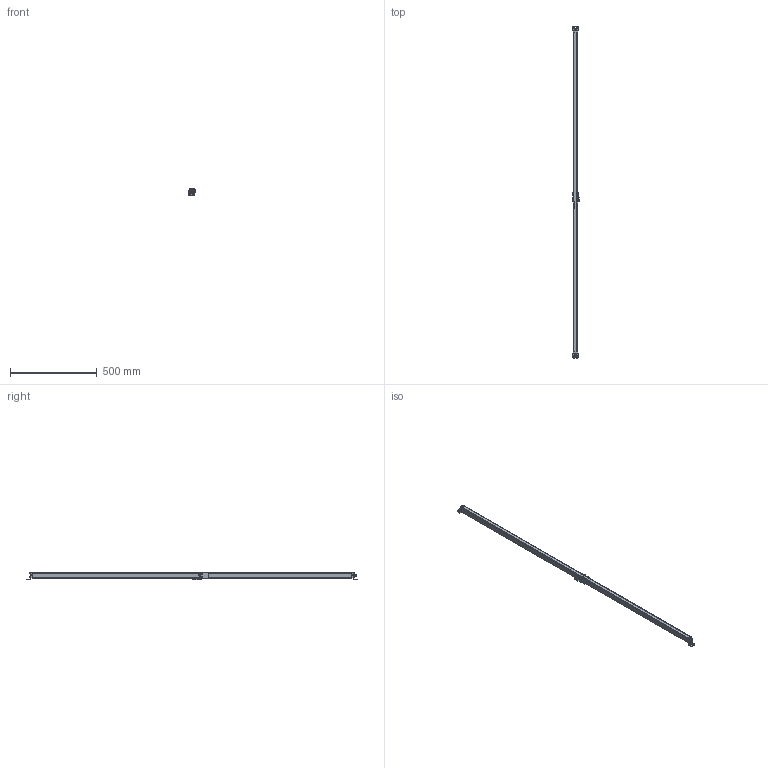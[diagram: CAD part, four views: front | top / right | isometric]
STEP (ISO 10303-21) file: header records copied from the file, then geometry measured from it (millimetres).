
FILE_DESCRIPTION((''),'2;1');
FILE_NAME('139576_SM01_ASM','2023-04-12T12:14:06',('banengservice'),('BANNER ENGINEERING'),'CREO PARAMETRIC BY PTC INC, 2022414','CREO PARAMETRIC BY PTC INC, 2022414','');
FILE_SCHEMA(('CONFIG_CONTROL_DESIGN'));
Length unit declared in the file: inch
Products named in the file (9): 139576_EP01; 139576_PL01; 48461; 46544; 51216; 49550_AF0; 51891_ASM; 51215; 139576_SM01_ASM
Assembly tree (13 placements, depth 3):
  139576_SM01_ASM
    139576_EP01
    139576_PL01
    48461  x2
    46544  x5
    51891_ASM
      51216
      49550_AF0
    51215
Bounding box: 45.35 x 1917.1 x 44.92 mm (x, y, z)
Volume: 2747162 mm3; surface area: 437966.7 mm2
Topology: 16 solids, 16 shells, 1061 faces, 2618 edges, 1617 vertices
Faces by surface type: cylinder 477, plane 372, sphere 76, torus 66, bspline 45, cone 25
Entity records: 35548 total; most frequent: CARTESIAN_POINT 16675, DIRECTION 4024, ORIENTED_EDGE 3852, EDGE_CURVE 1926, AXIS2_PLACEMENT_3D 1509, VERTEX_POINT 1217, VECTOR 1006, LINE 1006
